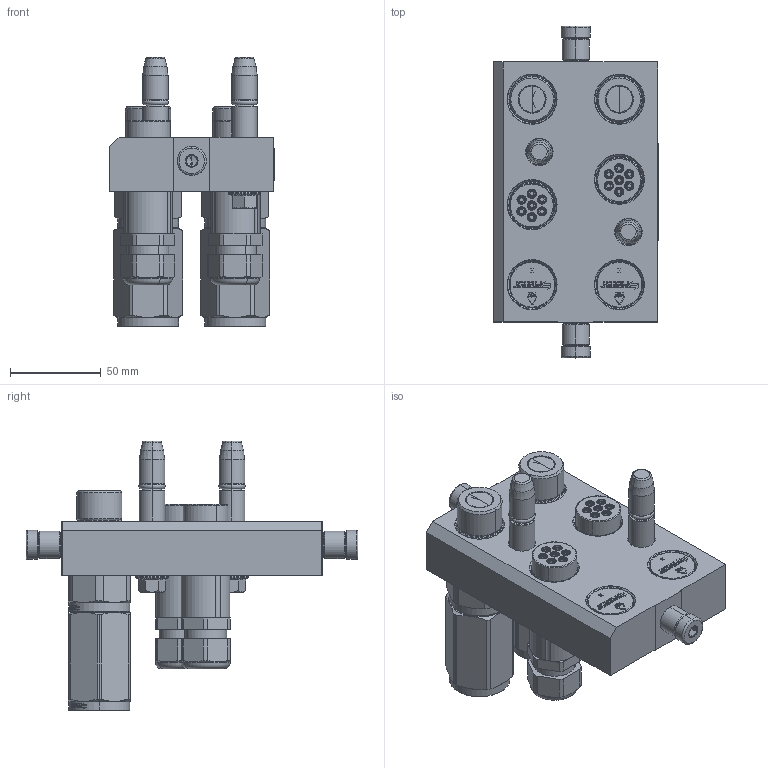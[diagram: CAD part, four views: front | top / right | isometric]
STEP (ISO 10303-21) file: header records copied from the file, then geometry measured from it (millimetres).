
FILE_DESCRIPTION (( 'STEP AP214' ), '1' );
FILE_NAME ('FASTER.step', '2022-12-19T02:44:26', ( '' ), ( '' ), 'SwSTEP 2.0', 'SolidWorks 2017', '' );
FILE_SCHEMA (( 'AUTOMOTIVE_DESIGN' ));
Length unit declared in the file: millimetre
Products named in the file (15): 3ffnp12-12s_m; 4830_013_3000_030; 4830_028_1000_011; 4830_021_0000_000; conn_7p_m; et002; 4830_044_0000_000; corspel08-7_m; or2_62x9_19_m; 4850_010_0000_010; FASTER; P608_M_BASE; 1540_080_0008_000; TAPPO_12
Assembly tree (24 placements, depth 3):
  FASTER
    P608_M_BASE
      4850_010_0000_010
      4830_021_0000_000  x2
      4830_013_3000_030  x2
      4830_028_1000_011  x2
      1540_080_0008_000  x2
      or2_62x9_19_m  x2
    3ffnp12-12s_m  x2
      3ffnp12-12s_m
    conn_7p_m  x2
      4830_044_0000_000
      corspel08-7_m
    TAPPO_12  x2
    et002
Bounding box: 90.3 x 182.6 x 148.2 mm (x, y, z)
Volume: 25966.9 mm3; surface area: 149783.3 mm2
Topology: 7 solids, 76 shells, 3197 faces, 8791 edges, 5732 vertices
Faces by surface type: plane 1840, cylinder 669, cone 362, torus 224, bspline 90, sphere 12
Entity records: 81445 total; most frequent: CARTESIAN_POINT 19168, ORIENTED_EDGE 11051, DIRECTION 10437, EDGE_CURVE 5744, LINE 4055, VECTOR 4055, VERTEX_POINT 3764, AXIS2_PLACEMENT_3D 3191
